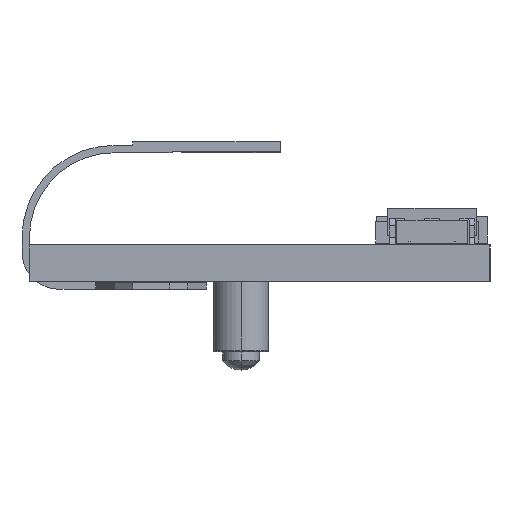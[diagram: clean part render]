
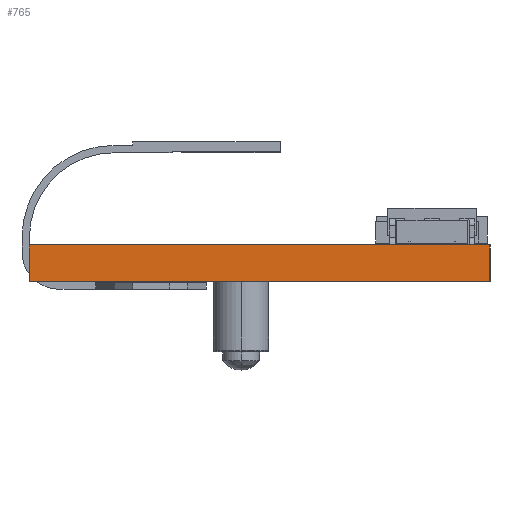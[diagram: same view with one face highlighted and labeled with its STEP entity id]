
A CAD part, left-side view. The second image highlights one B-rep face of the part: STEP entity #765.
In plain terms, the highlighted planar face has unit normal (-1, 0, 0).
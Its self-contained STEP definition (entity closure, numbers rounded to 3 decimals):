
#709 = VERTEX_POINT('',#710);
#710 = CARTESIAN_POINT('',(-43.,-0.5,0.5));
#716 = EDGE_CURVE('',#717,#709,#719,.T.);
#717 = VERTEX_POINT('',#718);
#718 = CARTESIAN_POINT('',(-43.,-0.5,-0.5));
#719 = LINE('',#720,#721);
#720 = CARTESIAN_POINT('',(-43.,-0.5,-0.5));
#721 = VECTOR('',#722,1.);
#722 = DIRECTION('',(0.,0.,1.));
#765 = ADVANCED_FACE('',(#766),#791,.F.);
#766 = FACE_BOUND('',#767,.F.);
#767 = EDGE_LOOP('',(#768,#769,#777,#785));
#768 = ORIENTED_EDGE('',*,*,#716,.T.);
#769 = ORIENTED_EDGE('',*,*,#770,.T.);
#770 = EDGE_CURVE('',#709,#771,#773,.T.);
#771 = VERTEX_POINT('',#772);
#772 = CARTESIAN_POINT('',(-43.,-13.,0.5));
#773 = LINE('',#774,#775);
#774 = CARTESIAN_POINT('',(-43.,-0.5,0.5));
#775 = VECTOR('',#776,1.);
#776 = DIRECTION('',(0.,-1.,0.));
#777 = ORIENTED_EDGE('',*,*,#778,.F.);
#778 = EDGE_CURVE('',#779,#771,#781,.T.);
#779 = VERTEX_POINT('',#780);
#780 = CARTESIAN_POINT('',(-43.,-13.,-0.5));
#781 = LINE('',#782,#783);
#782 = CARTESIAN_POINT('',(-43.,-13.,-0.5));
#783 = VECTOR('',#784,1.);
#784 = DIRECTION('',(0.,0.,1.));
#785 = ORIENTED_EDGE('',*,*,#786,.F.);
#786 = EDGE_CURVE('',#717,#779,#787,.T.);
#787 = LINE('',#788,#789);
#788 = CARTESIAN_POINT('',(-43.,-0.5,-0.5));
#789 = VECTOR('',#790,1.);
#790 = DIRECTION('',(0.,-1.,0.));
#791 = PLANE('',#792);
#792 = AXIS2_PLACEMENT_3D('',#793,#794,#795);
#793 = CARTESIAN_POINT('',(-43.,-0.5,-0.5));
#794 = DIRECTION('',(1.,0.,0.));
#795 = DIRECTION('',(0.,-1.,0.));
